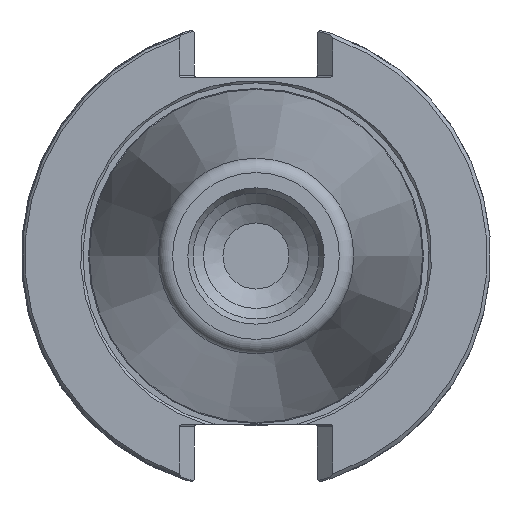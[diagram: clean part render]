
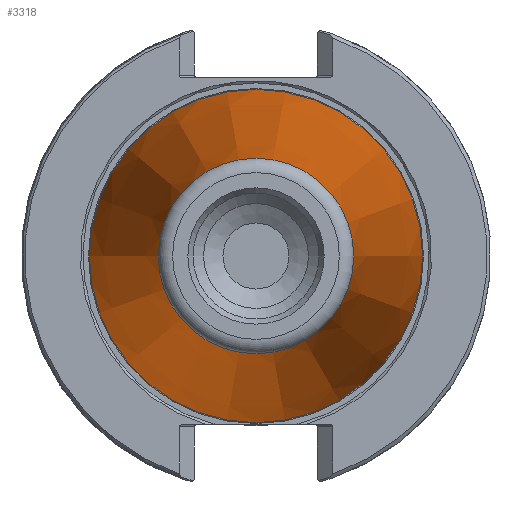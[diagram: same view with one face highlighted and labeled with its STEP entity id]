
A CAD part, left-side view. The second image highlights one B-rep face of the part: STEP entity #3318.
In plain terms, the highlighted conical face has half-angle 8.297 degrees and reference radius 27.517 mm.
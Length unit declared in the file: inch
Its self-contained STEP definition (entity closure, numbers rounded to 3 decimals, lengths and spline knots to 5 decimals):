
#83=CONICAL_SURFACE('',#3748,1.08334,0.145);
#398=FACE_OUTER_BOUND('',#597,.T.);
#597=EDGE_LOOP('',(#2692,#2693,#2694,#2695,#2696));
#788=CIRCLE('',#3743,0.80665);
#789=CIRCLE('',#3744,0.80665);
#792=CIRCLE('',#3749,1.375);
#982=LINE('',#5865,#1209);
#1209=VECTOR('',#4487,1.08334);
#1510=VERTEX_POINT('',#5854);
#1511=VERTEX_POINT('',#5855);
#1513=VERTEX_POINT('',#5863);
#1928=EDGE_CURVE('',#1510,#1511,#788,.T.);
#1929=EDGE_CURVE('',#1511,#1510,#789,.T.);
#1932=EDGE_CURVE('',#1513,#1513,#792,.T.);
#1933=EDGE_CURVE('',#1513,#1511,#982,.T.);
#2692=ORIENTED_EDGE('',*,*,#1932,.F.);
#2693=ORIENTED_EDGE('',*,*,#1933,.T.);
#2694=ORIENTED_EDGE('',*,*,#1928,.F.);
#2695=ORIENTED_EDGE('',*,*,#1929,.F.);
#2696=ORIENTED_EDGE('',*,*,#1933,.F.);
#3318=ADVANCED_FACE('',(#398),#83,.T.);
#3743=AXIS2_PLACEMENT_3D('',#5856,#4473,#4474);
#3744=AXIS2_PLACEMENT_3D('',#5857,#4475,#4476);
#3748=AXIS2_PLACEMENT_3D('',#5862,#4483,#4484);
#3749=AXIS2_PLACEMENT_3D('',#5864,#4485,#4486);
#4473=DIRECTION('center_axis',(-1.,0.,0.));
#4474=DIRECTION('ref_axis',(0.,-1.,0.));
#4475=DIRECTION('center_axis',(-1.,0.,0.));
#4476=DIRECTION('ref_axis',(0.,-1.,0.));
#4483=DIRECTION('center_axis',(1.,0.,0.));
#4484=DIRECTION('ref_axis',(0.,1.,0.));
#4485=DIRECTION('center_axis',(1.,0.,0.));
#4486=DIRECTION('ref_axis',(0.,1.,0.));
#4487=DIRECTION('',(-0.99,0.144,0.));
#5854=CARTESIAN_POINT('',(-3.89732,0.,0.80665));
#5855=CARTESIAN_POINT('',(-3.89732,-0.80665,0.));
#5856=CARTESIAN_POINT('Origin',(-3.89732,0.,
0.));
#5857=CARTESIAN_POINT('Origin',(-3.89732,0.,
0.));
#5862=CARTESIAN_POINT('Origin',(-2.,0.,0.));
#5863=CARTESIAN_POINT('',(0.,-1.375,0.));
#5864=CARTESIAN_POINT('Origin',(0.,0.,0.));
#5865=CARTESIAN_POINT('',(-2.,-1.08334,0.));
